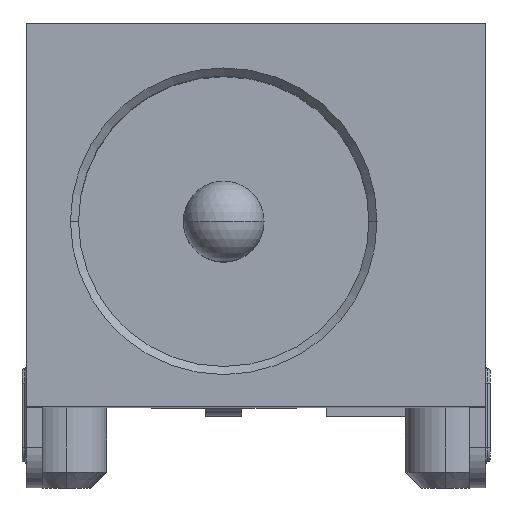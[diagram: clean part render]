
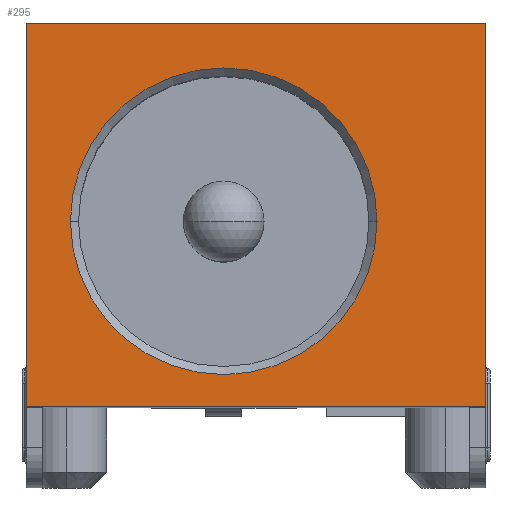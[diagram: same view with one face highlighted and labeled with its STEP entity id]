
A CAD part, top view. The second image highlights one B-rep face of the part: STEP entity #295.
In plain terms, the highlighted planar face has unit normal (0, 0, 1).
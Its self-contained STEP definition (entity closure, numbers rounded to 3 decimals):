
#295=ADVANCED_FACE('NONE',(#712,#713),#714,.T.);
#712=FACE_OUTER_BOUND('',#1281,.T.);
#713=FACE_BOUND('',#1282,.T.);
#714=PLANE('',#1283);
#1281=EDGE_LOOP('',(#2102,#2103,#2104,#2105));
#1282=EDGE_LOOP('',(#2106,#2107));
#1283=AXIS2_PLACEMENT_3D('',#2108,#2109,#2110);
#2102=ORIENTED_EDGE('',*,*,#3337,.T.);
#2103=ORIENTED_EDGE('',*,*,#3557,.F.);
#2104=ORIENTED_EDGE('',*,*,#3558,.F.);
#2105=ORIENTED_EDGE('',*,*,#3559,.T.);
#2106=ORIENTED_EDGE('',*,*,#3560,.T.);
#2107=ORIENTED_EDGE('',*,*,#3472,.T.);
#2108=CARTESIAN_POINT('',(-2.45,-2.3,0.));
#2109=DIRECTION('',(-0.0,0.,1.0));
#2110=DIRECTION('',(1.0,0.0,0.0));
#3337=EDGE_CURVE('NONE',#3981,#3979,#3982,.T.);
#3472=EDGE_CURVE('NONE',#4221,#4225,#4227,.T.);
#3557=EDGE_CURVE('NONE',#4367,#3979,#4368,.T.);
#3558=EDGE_CURVE('NONE',#4369,#4367,#4370,.T.);
#3559=EDGE_CURVE('NONE',#4369,#3981,#4371,.T.);
#3560=EDGE_CURVE('NONE',#4225,#4221,#4372,.T.);
#3979=VERTEX_POINT('NONE',#4907);
#3981=VERTEX_POINT('NONE',#4910);
#3982=LINE('',#4911,#4912);
#4221=VERTEX_POINT('NONE',#5272);
#4225=VERTEX_POINT('NONE',#5277);
#4227=CIRCLE('',#5280,1.9);
#4367=VERTEX_POINT('NONE',#5465);
#4368=LINE('',#5466,#5467);
#4369=VERTEX_POINT('NONE',#5468);
#4370=LINE('',#5469,#5470);
#4371=LINE('',#5471,#5472);
#4372=CIRCLE('',#5473,1.9);
#4907=CARTESIAN_POINT('',(3.25,-2.3,0.));
#4910=CARTESIAN_POINT('',(-2.45,-2.3,0.));
#4911=CARTESIAN_POINT('',(-2.45,-2.3,0.));
#4912=VECTOR('',#6158,1000.0);
#5272=CARTESIAN_POINT('',(-1.9,0.,0.));
#5277=CARTESIAN_POINT('',(1.9,0.0,0.));
#5280=AXIS2_PLACEMENT_3D('',#6340,#6341,#6342);
#5465=CARTESIAN_POINT('',(3.25,2.45,0.0));
#5466=CARTESIAN_POINT('',(3.25,-2.3,0.));
#5467=VECTOR('',#6464,1000.0);
#5468=CARTESIAN_POINT('',(-2.45,2.45,0.0));
#5469=CARTESIAN_POINT('',(-2.45,2.45,0.0));
#5470=VECTOR('',#6465,1000.0);
#5471=CARTESIAN_POINT('',(-2.45,-2.3,0.));
#5472=VECTOR('',#6466,1000.0);
#5473=AXIS2_PLACEMENT_3D('',#6467,#6468,#6469);
#6158=DIRECTION('',(1.0,0.0,0.0));
#6340=CARTESIAN_POINT('',(0.0,0.0,0.));
#6341=DIRECTION('',(0.0,0.,-1.0));
#6342=DIRECTION('',(0.0,-1.0,0.));
#6464=DIRECTION('',(-0.0,-1.0,0.));
#6465=DIRECTION('',(1.0,0.0,0.0));
#6466=DIRECTION('',(-0.0,-1.0,0.));
#6467=CARTESIAN_POINT('',(0.0,0.0,0.));
#6468=DIRECTION('',(0.0,0.,-1.0));
#6469=DIRECTION('',(0.0,-1.0,0.));
